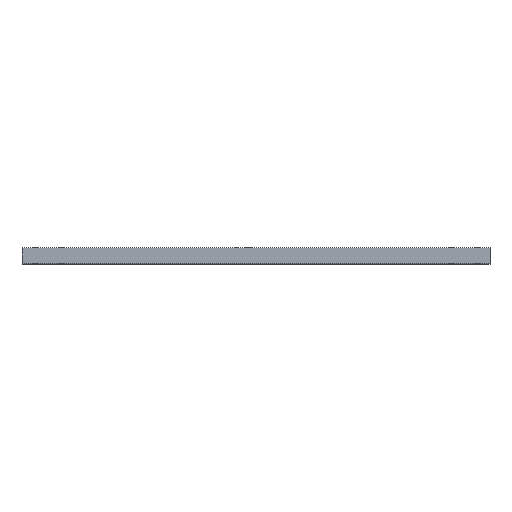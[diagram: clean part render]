
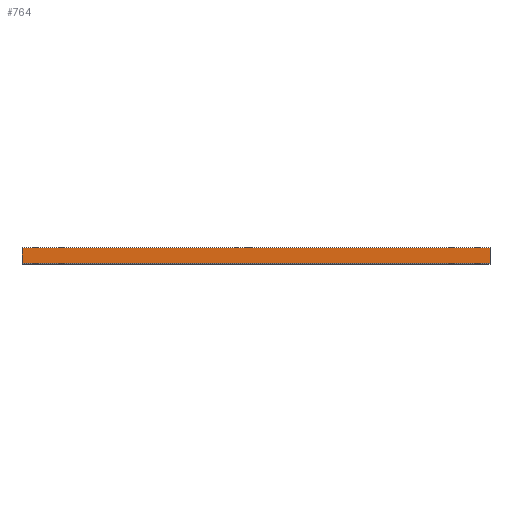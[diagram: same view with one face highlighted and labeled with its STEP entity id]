
A CAD part, top view. The second image highlights one B-rep face of the part: STEP entity #764.
In plain terms, the highlighted planar face has unit normal (0, 0, 1).
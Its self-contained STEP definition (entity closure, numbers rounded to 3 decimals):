
#49 = VERTEX_POINT ( 'NONE', #1029 ) ;
#72 = CARTESIAN_POINT ( 'NONE',  ( -90., 0., 164.575 ) ) ;
#77 = DIRECTION ( 'NONE',  ( 0., 1., 0. ) ) ;
#84 = CARTESIAN_POINT ( 'NONE',  ( -90., 6., 164.575 ) ) ;
#90 = VECTOR ( 'NONE', #438, 1000. ) ;
#122 = ORIENTED_EDGE ( 'NONE', *, *, #315, .T. ) ;
#161 = ORIENTED_EDGE ( 'NONE', *, *, #897, .T. ) ;
#174 = PLANE ( 'NONE',  #577 ) ;
#235 = ORIENTED_EDGE ( 'NONE', *, *, #665, .T. ) ;
#295 = CARTESIAN_POINT ( 'NONE',  ( -90., 6., 164.575 ) ) ;
#315 = EDGE_CURVE ( 'NONE', #977, #479, #453, .T. ) ;
#383 = LINE ( 'NONE', #295, #90 ) ;
#387 = DIRECTION ( 'NONE',  ( 1., 0., 0. ) ) ;
#399 = DIRECTION ( 'NONE',  ( 1., 0., 0. ) ) ;
#405 = ORIENTED_EDGE ( 'NONE', *, *, #908, .F. ) ;
#409 = DIRECTION ( 'NONE',  ( 0., 0., 1. ) ) ;
#438 = DIRECTION ( 'NONE',  ( 0., -1., 0. ) ) ;
#453 = LINE ( 'NONE', #992, #872 ) ;
#479 = VERTEX_POINT ( 'NONE', #593 ) ;
#543 = VECTOR ( 'NONE', #572, 1000. ) ;
#572 = DIRECTION ( 'NONE',  ( 1., 0., 0. ) ) ;
#577 = AXIS2_PLACEMENT_3D ( 'NONE', #72, #409, #399 ) ;
#593 = CARTESIAN_POINT ( 'NONE',  ( 90., 0., 164.575 ) ) ;
#626 = CARTESIAN_POINT ( 'NONE',  ( 90., 0., 164.575 ) ) ;
#665 = EDGE_CURVE ( 'NONE', #49, #977, #383, .T. ) ;
#764 = ADVANCED_FACE ( 'NONE', ( #887 ), #174, .T. ) ;
#802 = CARTESIAN_POINT ( 'NONE',  ( -90., 0., 164.575 ) ) ;
#847 = EDGE_LOOP ( 'NONE', ( #161, #405, #235, #122 ) ) ;
#863 = CARTESIAN_POINT ( 'NONE',  ( 90., 6., 164.575 ) ) ;
#872 = VECTOR ( 'NONE', #387, 1000. ) ;
#887 = FACE_OUTER_BOUND ( 'NONE', #847, .T. ) ;
#897 = EDGE_CURVE ( 'NONE', #479, #900, #1030, .T. ) ;
#900 = VERTEX_POINT ( 'NONE', #863 ) ;
#908 = EDGE_CURVE ( 'NONE', #49, #900, #941, .T. ) ;
#941 = LINE ( 'NONE', #84, #543 ) ;
#977 = VERTEX_POINT ( 'NONE', #802 ) ;
#983 = VECTOR ( 'NONE', #77, 1000. ) ;
#992 = CARTESIAN_POINT ( 'NONE',  ( -90., 0., 164.575 ) ) ;
#1029 = CARTESIAN_POINT ( 'NONE',  ( -90., 6., 164.575 ) ) ;
#1030 = LINE ( 'NONE', #626, #983 ) ;
